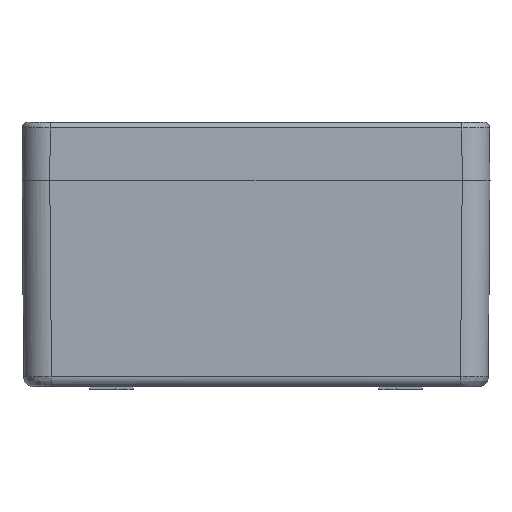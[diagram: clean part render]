
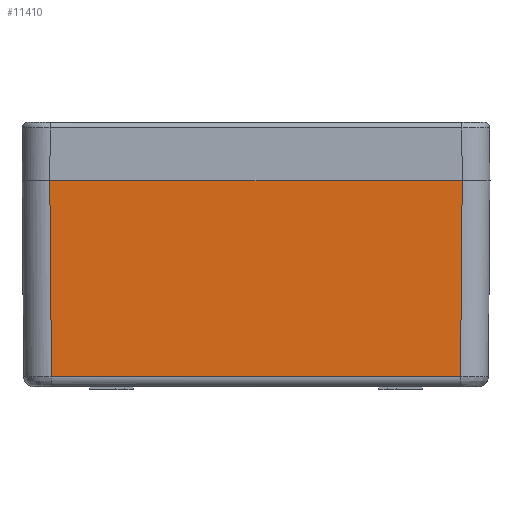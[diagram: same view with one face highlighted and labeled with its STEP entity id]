
A CAD part, left-side view. The second image highlights one B-rep face of the part: STEP entity #11410.
In plain terms, the highlighted planar face has unit normal (-1, 0, -0.009).
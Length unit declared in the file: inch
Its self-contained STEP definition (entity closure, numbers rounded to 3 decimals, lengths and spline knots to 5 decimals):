
#901 = LINE ( 'NONE', #2141, #2208 ) ;
#1268 = ORIENTED_EDGE ( 'NONE', *, *, #5150, .T. ) ;
#1882 = EDGE_CURVE ( 'NONE', #12034, #7495, #4076, .T. ) ;
#1887 = VECTOR ( 'NONE', #10785, 39.37008 ) ;
#2064 = AXIS2_PLACEMENT_3D ( 'NONE', #11565, #9373, #3842 ) ;
#2141 = CARTESIAN_POINT ( 'NONE',  ( -7.0861, 2.77509, -0.05857 ) ) ;
#2208 = VECTOR ( 'NONE', #6567, 39.37008 ) ;
#2805 = CARTESIAN_POINT ( 'NONE',  ( -7.08661, 3.14961, 0. ) ) ;
#2809 = VECTOR ( 'NONE', #3896, 39.37008 ) ;
#3842 = DIRECTION ( 'NONE',  ( -0.009, 0., 1. ) ) ;
#3896 = DIRECTION ( 'NONE',  ( 0., 1., 0. ) ) ;
#4076 = LINE ( 'NONE', #13043, #4809 ) ;
#4809 = VECTOR ( 'NONE', #8509, 39.37008 ) ;
#4855 = PLANE ( 'NONE',  #2064 ) ;
#5150 = EDGE_CURVE ( 'NONE', #12034, #8547, #7228, .T. ) ;
#5664 = CARTESIAN_POINT ( 'NONE',  ( -7.06358, 2.75257, -2.639 ) ) ;
#5669 = CARTESIAN_POINT ( 'NONE',  ( -7.06358, -2.75257, -2.639 ) ) ;
#6415 = LINE ( 'NONE', #6485, #1887 ) ;
#6485 = CARTESIAN_POINT ( 'NONE',  ( -7.06358, 1.5748, -2.639 ) ) ;
#6567 = DIRECTION ( 'NONE',  ( -0.009, 0.009, 1. ) ) ;
#7056 = EDGE_CURVE ( 'NONE', #7495, #14061, #6415, .T. ) ;
#7228 = LINE ( 'NONE', #2805, #2809 ) ;
#7495 = VERTEX_POINT ( 'NONE', #5669 ) ;
#8509 = DIRECTION ( 'NONE',  ( 0.009, 0.009, -1. ) ) ;
#8547 = VERTEX_POINT ( 'NONE', #12799 ) ;
#9329 = ORIENTED_EDGE ( 'NONE', *, *, #9614, .F. ) ;
#9373 = DIRECTION ( 'NONE',  ( -1., 0., -0.009 ) ) ;
#9614 = EDGE_CURVE ( 'NONE', #14061, #8547, #901, .T. ) ;
#9993 = ORIENTED_EDGE ( 'NONE', *, *, #1882, .F. ) ;
#10785 = DIRECTION ( 'NONE',  ( 0., 1., 0. ) ) ;
#11089 = ORIENTED_EDGE ( 'NONE', *, *, #7056, .F. ) ;
#11157 = CARTESIAN_POINT ( 'NONE',  ( -7.08661, -2.7756, 0. ) ) ;
#11410 = ADVANCED_FACE ( 'NONE', ( #12657 ), #4855, .T. ) ;
#11565 = CARTESIAN_POINT ( 'NONE',  ( -7.08661, 3.14961, 0. ) ) ;
#12034 = VERTEX_POINT ( 'NONE', #11157 ) ;
#12657 = FACE_OUTER_BOUND ( 'NONE', #14050, .T. ) ;
#12799 = CARTESIAN_POINT ( 'NONE',  ( -7.08661, 2.7756, 0. ) ) ;
#13043 = CARTESIAN_POINT ( 'NONE',  ( -7.0864, -2.77539, -0.02422 ) ) ;
#14050 = EDGE_LOOP ( 'NONE', ( #9329, #11089, #9993, #1268 ) ) ;
#14061 = VERTEX_POINT ( 'NONE', #5664 ) ;
